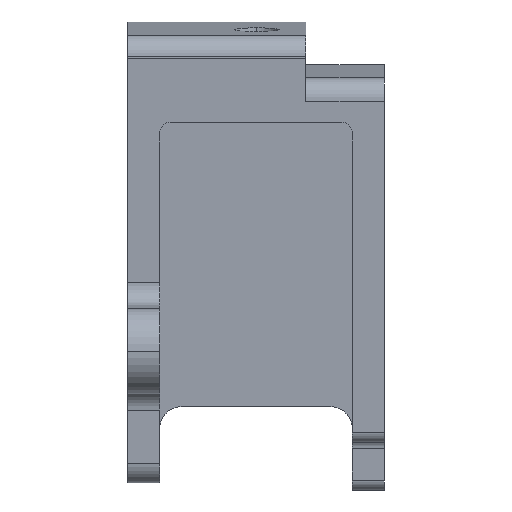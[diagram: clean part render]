
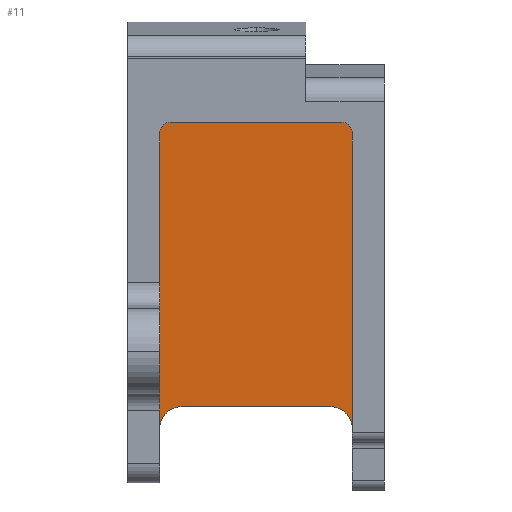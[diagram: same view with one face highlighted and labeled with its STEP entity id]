
A CAD part, top view. The second image highlights one B-rep face of the part: STEP entity #11.
In plain terms, the highlighted planar face has unit normal (0, -0.087, 0.996).
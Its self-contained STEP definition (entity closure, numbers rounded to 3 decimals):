
#9 = AXIS2_PLACEMENT_3D ( 'NONE', #1007, #567, #1029 ) ;
#11 = ADVANCED_FACE ( 'NONE', ( #1494 ), #710, .T. ) ;
#17 = CARTESIAN_POINT ( 'NONE',  ( 22.948, 38.795, -5.138 ) ) ;
#49 = AXIS2_PLACEMENT_3D ( 'NONE', #1427, #400, #2051 ) ;
#66 = CARTESIAN_POINT ( 'NONE',  ( 24.948, 65.792, -2.776 ) ) ;
#79 = EDGE_CURVE ( 'NONE', #1377, #2219, #1081, .T. ) ;
#116 = AXIS2_PLACEMENT_3D ( 'NONE', #2323, #721, #2542 ) ;
#189 = EDGE_CURVE ( 'NONE', #1058, #1377, #2229, .T. ) ;
#244 = AXIS2_PLACEMENT_3D ( 'NONE', #2173, #1334, #992 ) ;
#249 = ORIENTED_EDGE ( 'NONE', *, *, #1450, .T. ) ;
#297 = CARTESIAN_POINT ( 'NONE',  ( 6.948, 70.773, -2.341 ) ) ;
#317 = ORIENTED_EDGE ( 'NONE', *, *, #189, .T. ) ;
#400 = DIRECTION ( 'NONE',  ( 0., 0.087, -0.996 ) ) ;
#430 = ORIENTED_EDGE ( 'NONE', *, *, #1972, .F. ) ;
#518 = CIRCLE ( 'NONE', #9, 1. ) ;
#531 = LINE ( 'NONE', #1089, #1526 ) ;
#567 = DIRECTION ( 'NONE',  ( 0., -0.087, 0.996 ) ) ;
#613 = VECTOR ( 'NONE', #1570, 1000. ) ;
#692 = CARTESIAN_POINT ( 'NONE',  ( 6.948, 36.803, -5.313 ) ) ;
#710 = PLANE ( 'NONE',  #116 ) ;
#721 = DIRECTION ( 'NONE',  ( 0., -0.087, 0.996 ) ) ;
#748 = LINE ( 'NONE', #761, #1128 ) ;
#761 = CARTESIAN_POINT ( 'NONE',  ( -28.559, 38.795, -5.138 ) ) ;
#766 = CARTESIAN_POINT ( 'NONE',  ( 24.948, 0.741, -8.468 ) ) ;
#814 = ORIENTED_EDGE ( 'NONE', *, *, #2339, .T. ) ;
#825 = EDGE_CURVE ( 'NONE', #2510, #2202, #518, .T. ) ;
#854 = EDGE_CURVE ( 'NONE', #923, #1994, #1630, .T. ) ;
#923 = VERTEX_POINT ( 'NONE', #17 ) ;
#992 = DIRECTION ( 'NONE',  ( 0., -0.996, -0.087 ) ) ;
#994 = ORIENTED_EDGE ( 'NONE', *, *, #854, .T. ) ;
#1007 = CARTESIAN_POINT ( 'NONE',  ( 23.948, 65.792, -2.776 ) ) ;
#1029 = DIRECTION ( 'NONE',  ( 0., -0.996, -0.087 ) ) ;
#1058 = VERTEX_POINT ( 'NONE', #2393 ) ;
#1081 = LINE ( 'NONE', #297, #1444 ) ;
#1086 = CIRCLE ( 'NONE', #2509, 2. ) ;
#1089 = CARTESIAN_POINT ( 'NONE',  ( 3.948, 66.789, -2.689 ) ) ;
#1128 = VECTOR ( 'NONE', #1553, 1000. ) ;
#1292 = CARTESIAN_POINT ( 'NONE',  ( 23.948, 66.789, -2.689 ) ) ;
#1329 = CARTESIAN_POINT ( 'NONE',  ( 8.948, 38.795, -5.138 ) ) ;
#1334 = DIRECTION ( 'NONE',  ( 0., -0.087, 0.996 ) ) ;
#1377 = VERTEX_POINT ( 'NONE', #1487 ) ;
#1427 = CARTESIAN_POINT ( 'NONE',  ( 22.948, 36.803, -5.313 ) ) ;
#1444 = VECTOR ( 'NONE', #1910, 1000. ) ;
#1450 = EDGE_CURVE ( 'NONE', #2202, #1058, #531, .T. ) ;
#1487 = CARTESIAN_POINT ( 'NONE',  ( 6.948, 65.792, -2.776 ) ) ;
#1494 = FACE_OUTER_BOUND ( 'NONE', #2273, .T. ) ;
#1513 = ORIENTED_EDGE ( 'NONE', *, *, #79, .T. ) ;
#1518 = CARTESIAN_POINT ( 'NONE',  ( 8.948, 36.803, -5.313 ) ) ;
#1526 = VECTOR ( 'NONE', #2176, 1000. ) ;
#1553 = DIRECTION ( 'NONE',  ( 1., 0., 0. ) ) ;
#1567 = DIRECTION ( 'NONE',  ( 0., -0.996, -0.087 ) ) ;
#1570 = DIRECTION ( 'NONE',  ( 0., -0.996, -0.087 ) ) ;
#1585 = CARTESIAN_POINT ( 'NONE',  ( 24.948, 36.803, -5.313 ) ) ;
#1630 = CIRCLE ( 'NONE', #49, 2. ) ;
#1741 = DIRECTION ( 'NONE',  ( 0., 0.087, -0.996 ) ) ;
#1862 = ORIENTED_EDGE ( 'NONE', *, *, #2314, .T. ) ;
#1910 = DIRECTION ( 'NONE',  ( 0., -0.996, -0.087 ) ) ;
#1929 = ORIENTED_EDGE ( 'NONE', *, *, #825, .T. ) ;
#1972 = EDGE_CURVE ( 'NONE', #2510, #1994, #2397, .T. ) ;
#1994 = VERTEX_POINT ( 'NONE', #1585 ) ;
#2051 = DIRECTION ( 'NONE',  ( 0., -0.996, -0.087 ) ) ;
#2173 = CARTESIAN_POINT ( 'NONE',  ( 7.948, 65.792, -2.776 ) ) ;
#2176 = DIRECTION ( 'NONE',  ( -1., 0., 0. ) ) ;
#2202 = VERTEX_POINT ( 'NONE', #1292 ) ;
#2219 = VERTEX_POINT ( 'NONE', #692 ) ;
#2229 = CIRCLE ( 'NONE', #244, 1. ) ;
#2273 = EDGE_LOOP ( 'NONE', ( #249, #317, #1513, #814, #1862, #994, #430, #1929 ) ) ;
#2314 = EDGE_CURVE ( 'NONE', #2642, #923, #748, .T. ) ;
#2323 = CARTESIAN_POINT ( 'NONE',  ( -28.559, 70.773, -2.341 ) ) ;
#2339 = EDGE_CURVE ( 'NONE', #2219, #2642, #1086, .T. ) ;
#2393 = CARTESIAN_POINT ( 'NONE',  ( 7.948, 66.789, -2.689 ) ) ;
#2397 = LINE ( 'NONE', #766, #613 ) ;
#2509 = AXIS2_PLACEMENT_3D ( 'NONE', #1518, #1741, #1567 ) ;
#2510 = VERTEX_POINT ( 'NONE', #66 ) ;
#2542 = DIRECTION ( 'NONE',  ( 0., -0.996, -0.087 ) ) ;
#2642 = VERTEX_POINT ( 'NONE', #1329 ) ;
